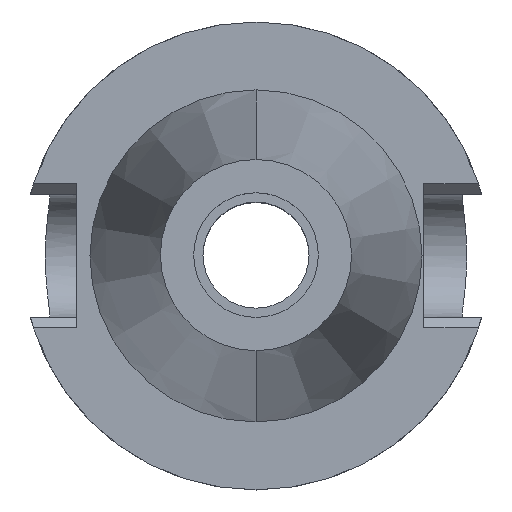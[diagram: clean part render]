
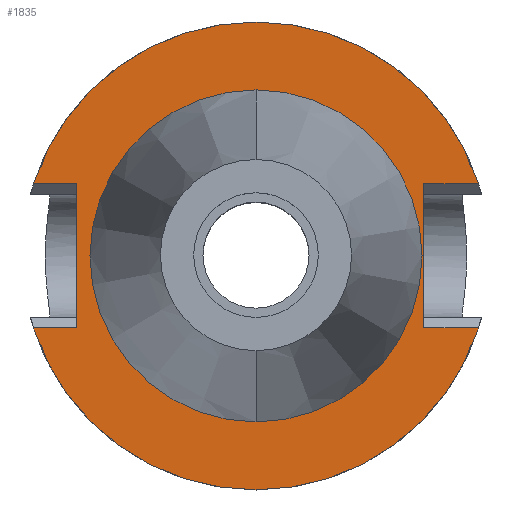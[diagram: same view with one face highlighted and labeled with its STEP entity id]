
A CAD part, top view. The second image highlights one B-rep face of the part: STEP entity #1835.
In plain terms, the highlighted planar face has unit normal (0, 0, 1).
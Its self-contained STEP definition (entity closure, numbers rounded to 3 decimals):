
#94=DIRECTION('',(0.,-1.,0.));
#95=VECTOR('',#94,30.31);
#96=CARTESIAN_POINT('',(35.27,15.155,-1.5));
#97=LINE('',#96,#95);
#101=DIRECTION('',(1.,0.,0.));
#102=VECTOR('',#101,11.551);
#103=CARTESIAN_POINT('',(35.27,-15.155,-1.5));
#104=LINE('',#103,#102);
#108=CARTESIAN_POINT('',(0.,0.,-1.5));
#109=DIRECTION('',(0.,0.,-1.));
#110=DIRECTION('',(0.951,-0.308,0.));
#111=AXIS2_PLACEMENT_3D('',#108,#109,#110);
#116=CARTESIAN_POINT('',(0.,0.,-1.5));
#117=DIRECTION('',(0.,0.,-1.));
#118=DIRECTION('',(0.,-1.,0.));
#119=AXIS2_PLACEMENT_3D('',#116,#117,#118);
#124=DIRECTION('',(0.,1.,0.));
#125=VECTOR('',#124,30.31);
#126=CARTESIAN_POINT('',(-37.68,-15.155,-1.5));
#127=LINE('',#126,#125);
#131=DIRECTION('',(-1.,0.,0.));
#132=VECTOR('',#131,9.141);
#133=CARTESIAN_POINT('',(-37.68,15.155,-1.5));
#134=LINE('',#133,#132);
#138=CARTESIAN_POINT('',(0.,0.,-1.5));
#139=DIRECTION('',(0.,0.,-1.));
#140=DIRECTION('',(-0.951,0.308,0.));
#141=AXIS2_PLACEMENT_3D('',#138,#139,#140);
#146=CARTESIAN_POINT('',(0.,0.,-1.5));
#147=DIRECTION('',(0.,0.,-1.));
#148=DIRECTION('',(0.,1.,0.));
#149=AXIS2_PLACEMENT_3D('',#146,#147,#148);
#154=CARTESIAN_POINT('',(0.,0.,-1.5));
#155=DIRECTION('',(0.,0.,1.));
#156=DIRECTION('',(0.,-1.,0.));
#157=AXIS2_PLACEMENT_3D('',#154,#155,#156);
#162=CARTESIAN_POINT('',(0.,0.,-1.5));
#163=DIRECTION('',(0.,0.,1.));
#164=DIRECTION('',(0.,1.,0.));
#165=AXIS2_PLACEMENT_3D('',#162,#163,#164);
#221=DIRECTION('',(1.,0.,0.));
#222=VECTOR('',#221,11.551);
#223=CARTESIAN_POINT('',(35.27,15.155,-1.5));
#224=LINE('',#223,#222);
#715=DIRECTION('',(-1.,0.,0.));
#716=VECTOR('',#715,9.141);
#717=CARTESIAN_POINT('',(-37.68,-15.155,-1.5));
#718=LINE('',#717,#716);
#1639=CARTESIAN_POINT('',(-37.68,-15.155,-1.5));
#1640=CARTESIAN_POINT('',(-37.68,15.155,-1.5));
#1641=VERTEX_POINT('',#1639);
#1642=VERTEX_POINT('',#1640);
#1649=CARTESIAN_POINT('',(35.27,15.155,-1.5));
#1650=CARTESIAN_POINT('',(35.27,-15.155,-1.5));
#1651=VERTEX_POINT('',#1649);
#1652=VERTEX_POINT('',#1650);
#1653=CARTESIAN_POINT('',(46.821,-15.155,-1.5));
#1654=VERTEX_POINT('',#1653);
#1655=CARTESIAN_POINT('',(0.,-49.213,-1.5));
#1656=CARTESIAN_POINT('',(-46.821,-15.155,-1.5));
#1657=VERTEX_POINT('',#1655);
#1658=VERTEX_POINT('',#1656);
#1659=CARTESIAN_POINT('',(-46.821,15.155,-1.5));
#1660=VERTEX_POINT('',#1659);
#1661=CARTESIAN_POINT('',(0.,49.213,-1.5));
#1662=CARTESIAN_POINT('',(46.821,15.155,-1.5));
#1663=VERTEX_POINT('',#1661);
#1664=VERTEX_POINT('',#1662);
#1665=CARTESIAN_POINT('',(0.,-34.925,-1.5));
#1666=CARTESIAN_POINT('',(0.,34.925,-1.5));
#1667=VERTEX_POINT('',#1665);
#1668=VERTEX_POINT('',#1666);
#1804=CARTESIAN_POINT('',(0.,0.,-1.5));
#1805=DIRECTION('',(0.,0.,-1.));
#1806=DIRECTION('',(0.,-1.,0.));
#1807=AXIS2_PLACEMENT_3D('',#1804,#1805,#1806);
#1808=PLANE('',#1807);
#1810=ORIENTED_EDGE('',*,*,#1809,.T.);
#1812=ORIENTED_EDGE('',*,*,#1811,.T.);
#1814=ORIENTED_EDGE('',*,*,#1813,.T.);
#1816=ORIENTED_EDGE('',*,*,#1815,.T.);
#1818=ORIENTED_EDGE('',*,*,#1817,.F.);
#1820=ORIENTED_EDGE('',*,*,#1819,.T.);
#1822=ORIENTED_EDGE('',*,*,#1821,.T.);
#1824=ORIENTED_EDGE('',*,*,#1823,.T.);
#1826=ORIENTED_EDGE('',*,*,#1825,.T.);
#1828=ORIENTED_EDGE('',*,*,#1827,.F.);
#1829=EDGE_LOOP('',(#1810,#1812,#1814,#1816,#1818,#1820,#1822,#1824,#1826,
#1828));
#1830=FACE_OUTER_BOUND('',#1829,.F.);
#1831=ORIENTED_EDGE('',*,*,#1783,.T.);
#1832=ORIENTED_EDGE('',*,*,#1799,.T.);
#1833=EDGE_LOOP('',(#1831,#1832));
#1834=FACE_BOUND('',#1833,.F.);
#112=CIRCLE('',#111,49.213);
#120=CIRCLE('',#119,49.213);
#142=CIRCLE('',#141,49.213);
#150=CIRCLE('',#149,49.213);
#158=CIRCLE('',#157,34.925);
#166=CIRCLE('',#165,34.925);
#1783=EDGE_CURVE('',#1667,#1668,#158,.T.);
#1799=EDGE_CURVE('',#1668,#1667,#166,.T.);
#1809=EDGE_CURVE('',#1651,#1652,#97,.T.);
#1811=EDGE_CURVE('',#1652,#1654,#104,.T.);
#1813=EDGE_CURVE('',#1654,#1657,#112,.T.);
#1815=EDGE_CURVE('',#1657,#1658,#120,.T.);
#1817=EDGE_CURVE('',#1641,#1658,#718,.T.);
#1819=EDGE_CURVE('',#1641,#1642,#127,.T.);
#1821=EDGE_CURVE('',#1642,#1660,#134,.T.);
#1823=EDGE_CURVE('',#1660,#1663,#142,.T.);
#1825=EDGE_CURVE('',#1663,#1664,#150,.T.);
#1827=EDGE_CURVE('',#1651,#1664,#224,.T.);
#1835=ADVANCED_FACE('',(#1830,#1834),#1808,.F.);
